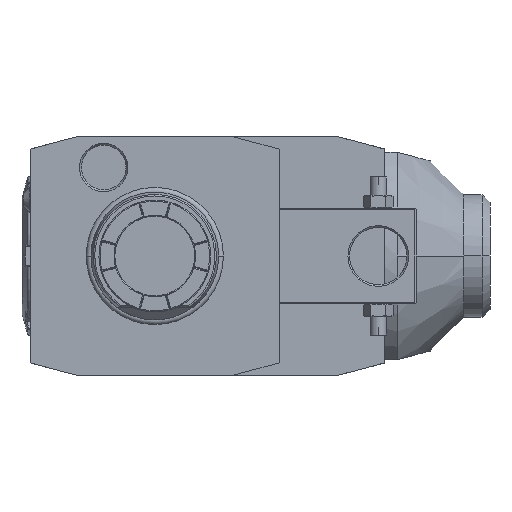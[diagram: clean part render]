
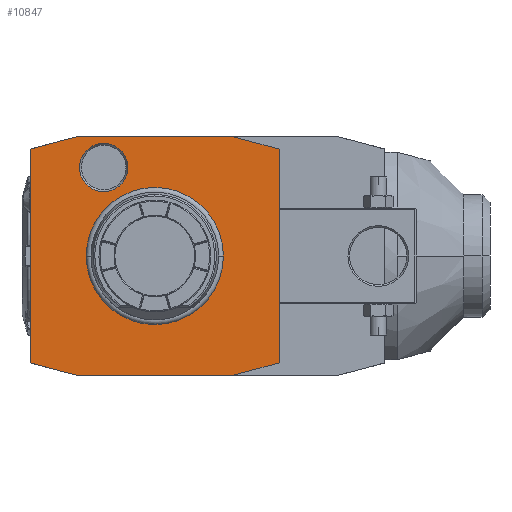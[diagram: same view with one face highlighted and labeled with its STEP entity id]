
A CAD part, front view. The second image highlights one B-rep face of the part: STEP entity #10847.
In plain terms, the highlighted planar face has unit normal (0, -1, 0).
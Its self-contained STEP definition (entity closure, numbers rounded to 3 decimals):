
#1=DIRECTION('',(1.,0.,0.));
#2=VECTOR('',#1,48.);
#3=CARTESIAN_POINT('',(-24.,0.,-37.5));
#4=LINE('',#3,#2);
#5=DIRECTION('',(0.966,0.,-0.259));
#6=VECTOR('',#5,15.529);
#7=CARTESIAN_POINT('',(-39.,0.,-33.481));
#8=LINE('',#7,#6);
#9=DIRECTION('',(0.,0.,-1.));
#10=VECTOR('',#9,66.962);
#11=CARTESIAN_POINT('',(-39.,0.,33.481));
#12=LINE('',#11,#10);
#13=DIRECTION('',(-0.966,0.,-0.259));
#14=VECTOR('',#13,15.529);
#15=CARTESIAN_POINT('',(-24.,0.,37.5));
#16=LINE('',#15,#14);
#17=DIRECTION('',(-1.,0.,0.));
#18=VECTOR('',#17,48.);
#19=CARTESIAN_POINT('',(24.,0.,37.5));
#20=LINE('',#19,#18);
#21=DIRECTION('',(-0.966,0.,0.259));
#22=VECTOR('',#21,15.529);
#23=CARTESIAN_POINT('',(39.,0.,33.481));
#24=LINE('',#23,#22);
#25=DIRECTION('',(0.,0.,1.));
#26=VECTOR('',#25,66.962);
#27=CARTESIAN_POINT('',(39.,0.,-33.481));
#28=LINE('',#27,#26);
#29=DIRECTION('',(0.966,0.,0.259));
#30=VECTOR('',#29,15.529);
#31=CARTESIAN_POINT('',(24.,0.,-37.5));
#32=LINE('',#31,#30);
#33=CARTESIAN_POINT('',(-16.,0.,27.713));
#34=DIRECTION('',(0.,1.,0.));
#35=DIRECTION('',(1.,0.,0.));
#36=AXIS2_PLACEMENT_3D('',#33,#34,#35);
#38=CARTESIAN_POINT('',(-16.,0.,27.713));
#39=DIRECTION('',(0.,1.,0.));
#40=DIRECTION('',(-1.,0.,0.));
#41=AXIS2_PLACEMENT_3D('',#38,#39,#40);
#7431=CARTESIAN_POINT('',(0.,0.,0.));
#7432=DIRECTION('',(0.,-1.,0.));
#7433=DIRECTION('',(1.,0.,0.));
#7434=AXIS2_PLACEMENT_3D('',#7431,#7432,#7433);
#7436=CARTESIAN_POINT('',(0.,0.,0.));
#7437=DIRECTION('',(0.,-1.,0.));
#7438=DIRECTION('',(-1.,0.,0.));
#7439=AXIS2_PLACEMENT_3D('',#7436,#7437,#7438);
#9710=CARTESIAN_POINT('',(-8.423,0.,27.713));
#9711=CARTESIAN_POINT('',(-23.577,0.,27.713));
#9712=VERTEX_POINT('',#9710);
#9713=VERTEX_POINT('',#9711);
#10609=CARTESIAN_POINT('',(-24.,0.,-37.5));
#10610=CARTESIAN_POINT('',(24.,0.,-37.5));
#10611=VERTEX_POINT('',#10609);
#10612=VERTEX_POINT('',#10610);
#10613=CARTESIAN_POINT('',(39.,0.,-33.481));
#10614=VERTEX_POINT('',#10613);
#10615=CARTESIAN_POINT('',(39.,0.,33.481));
#10616=VERTEX_POINT('',#10615);
#10617=CARTESIAN_POINT('',(24.,0.,37.5));
#10618=VERTEX_POINT('',#10617);
#10619=CARTESIAN_POINT('',(-24.,0.,37.5));
#10620=VERTEX_POINT('',#10619);
#10621=CARTESIAN_POINT('',(-39.,0.,33.481));
#10622=VERTEX_POINT('',#10621);
#10623=CARTESIAN_POINT('',(-39.,0.,-33.481));
#10624=VERTEX_POINT('',#10623);
#10660=CARTESIAN_POINT('',(21.137,0.,0.));
#10661=CARTESIAN_POINT('',(-21.137,0.,0.));
#10662=VERTEX_POINT('',#10660);
#10663=VERTEX_POINT('',#10661);
#10812=CARTESIAN_POINT('',(0.,0.,0.));
#10813=DIRECTION('',(0.,-1.,0.));
#10814=DIRECTION('',(-1.,0.,0.));
#10815=AXIS2_PLACEMENT_3D('',#10812,#10813,#10814);
#10816=PLANE('',#10815);
#10818=ORIENTED_EDGE('',*,*,#10817,.F.);
#10820=ORIENTED_EDGE('',*,*,#10819,.F.);
#10822=ORIENTED_EDGE('',*,*,#10821,.F.);
#10824=ORIENTED_EDGE('',*,*,#10823,.F.);
#10826=ORIENTED_EDGE('',*,*,#10825,.F.);
#10828=ORIENTED_EDGE('',*,*,#10827,.F.);
#10830=ORIENTED_EDGE('',*,*,#10829,.F.);
#10832=ORIENTED_EDGE('',*,*,#10831,.F.);
#10833=EDGE_LOOP('',(#10818,#10820,#10822,#10824,#10826,#10828,#10830,#10832));
#10834=FACE_OUTER_BOUND('',#10833,.F.);
#10836=ORIENTED_EDGE('',*,*,#10835,.T.);
#10838=ORIENTED_EDGE('',*,*,#10837,.T.);
#10839=EDGE_LOOP('',(#10836,#10838));
#10840=FACE_BOUND('',#10839,.F.);
#10842=ORIENTED_EDGE('',*,*,#10841,.F.);
#10844=ORIENTED_EDGE('',*,*,#10843,.F.);
#10845=EDGE_LOOP('',(#10842,#10844));
#10846=FACE_BOUND('',#10845,.F.);
#37=CIRCLE('',#36,7.577);
#42=CIRCLE('',#41,7.577);
#7435=CIRCLE('',#7434,21.137);
#7440=CIRCLE('',#7439,21.137);
#10817=EDGE_CURVE('',#10611,#10612,#4,.T.);
#10819=EDGE_CURVE('',#10624,#10611,#8,.T.);
#10821=EDGE_CURVE('',#10622,#10624,#12,.T.);
#10823=EDGE_CURVE('',#10620,#10622,#16,.T.);
#10825=EDGE_CURVE('',#10618,#10620,#20,.T.);
#10827=EDGE_CURVE('',#10616,#10618,#24,.T.);
#10829=EDGE_CURVE('',#10614,#10616,#28,.T.);
#10831=EDGE_CURVE('',#10612,#10614,#32,.T.);
#10835=EDGE_CURVE('',#10662,#10663,#7435,.T.);
#10837=EDGE_CURVE('',#10663,#10662,#7440,.T.);
#10841=EDGE_CURVE('',#9712,#9713,#37,.T.);
#10843=EDGE_CURVE('',#9713,#9712,#42,.T.);
#10847=ADVANCED_FACE('',(#10834,#10840,#10846),#10816,.T.);
